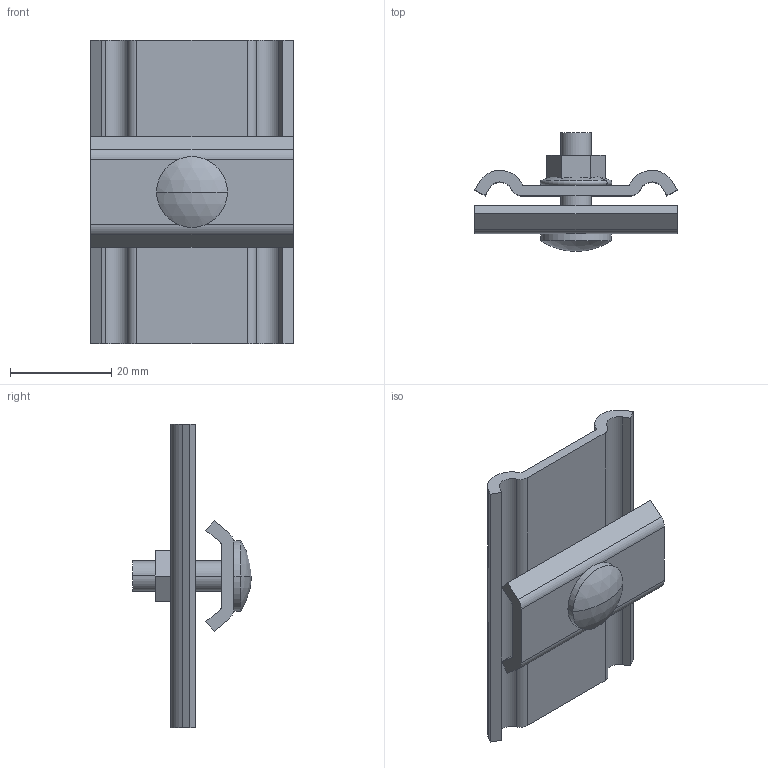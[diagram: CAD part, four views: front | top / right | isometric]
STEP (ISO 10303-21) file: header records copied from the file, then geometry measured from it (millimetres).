
FILE_DESCRIPTION (( 'STEP AP214' ), '1' );
FILE_NAME ('6015107.stp', '2016-08-23T07:48:09', ( '' ), ( '' ), 'SwSTEP 2.0', 'SolidWorks 2014', '' );
FILE_SCHEMA (( 'AUTOMOTIVE_DESIGN' ));
Length unit declared in the file: millimetre
Products named in the file (5): 6015107; 009561_Hexagon Flange Nut DIN 6923 - M6 - C; 0036160_Standard; KTS 14.001-019_M6x25-; 0036161_Standard
Assembly tree (4 placements, depth 2):
  6015107
    0036161_Standard
    0036160_Standard
    KTS 14.001-019_M6x25-
    009561_Hexagon Flange Nut DIN 6923 - M6 - C
Bounding box: 40 x 23.5 x 60 mm (x, y, z)
Volume: 9159.8 mm3; surface area: 9079.1 mm2
Topology: 4 solids, 4 shells, 63 faces, 156 edges, 103 vertices
Faces by surface type: plane 39, cylinder 18, sphere 2, cone 2, torus 2
Entity records: 2096 total; most frequent: CARTESIAN_POINT 361, DIRECTION 332, ORIENTED_EDGE 312, EDGE_CURVE 156, AXIS2_PLACEMENT_3D 114, VECTOR 104, LINE 104, VERTEX_POINT 103
